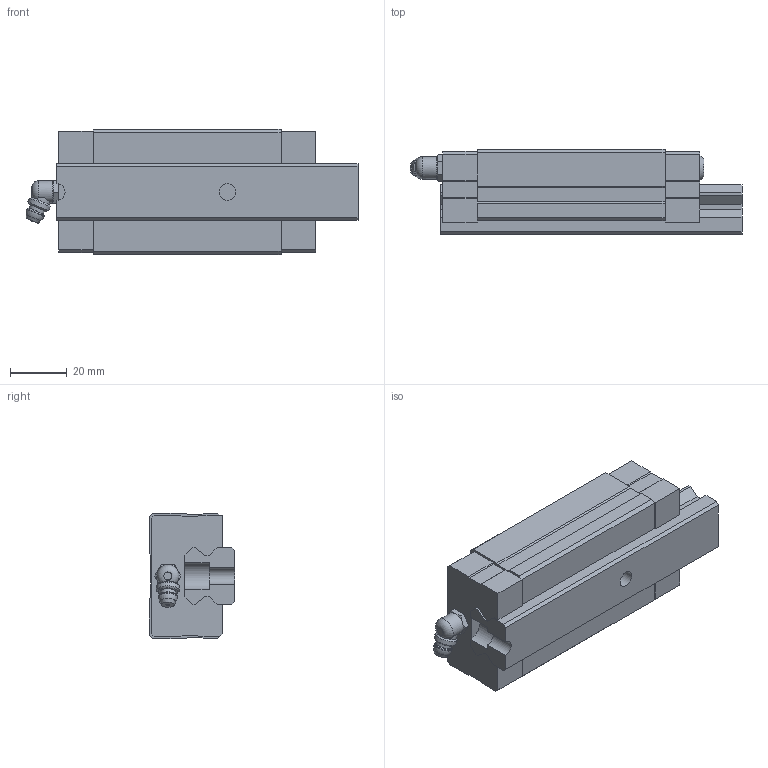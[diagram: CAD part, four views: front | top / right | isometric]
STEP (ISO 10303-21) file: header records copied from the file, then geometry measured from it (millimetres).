
FILE_DESCRIPTION(/* description */ ('STEP AP214'),/* implementation_level */ '2;1');
FILE_NAME(/* name */ 'LSH20HL1X106S0AN-M6',/* time_stamp */ '2022-10-26T18:01:09+02:00',/* author */ ('License CC BY-ND 4.0'),/* organization */ ('CADENAS'),/* preprocessor_version */ 'ST-DEVELOPER v18.102',/* originating_system */ 'PARTsolutions',/* authorisation */ ' ');
FILE_SCHEMA (('AUTOMOTIVE_DESIGN {1 0 10303 214 3 1 1}'));
Length unit declared in the file: millimetre
Products named in the file (4): LSH20HL1X106S0AN-M6; LSH20BK-HL-N-A-M6; LSH20RLX106-S0-N-D; LSH20HL1X106S0AN-M6_d
Assembly tree (3 placements, depth 2):
  LSH20HL1X106S0AN-M6
    LSH20BK-HL-N-A-M6
    LSH20RLX106-S0-N-D
    LSH20HL1X106S0AN-M6_d
Bounding box: 116.86 x 30 x 44 mm (x, y, z)
Volume: 110434.3 mm3; surface area: 26295.9 mm2
Topology: 2 solids, 2 shells, 144 faces, 377 edges, 247 vertices
Faces by surface type: plane 116, cylinder 14, cone 8, torus 5, sphere 1
Full cylindrical faces by diameter (mm): 4.134 x4, 5.5 x1, 5.8 x1, 6.6 x1, 7.85 x1, 8 x1, 9.5 x1
Entity records: 4320 total; most frequent: CARTESIAN_POINT 794, ORIENTED_EDGE 696, DIRECTION 670, EDGE_CURVE 348, LINE 298, VECTOR 298, VERTEX_POINT 241, AXIS2_PLACEMENT_3D 186
